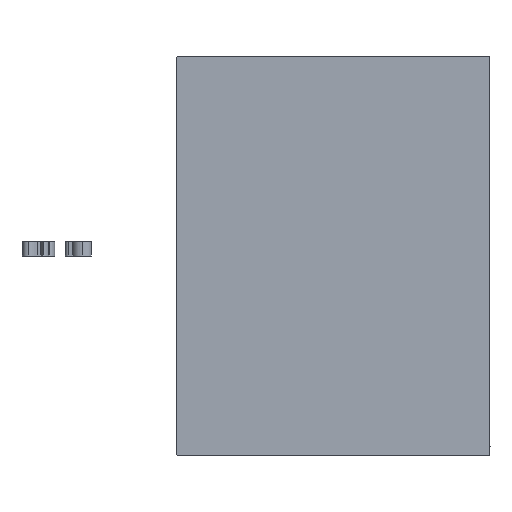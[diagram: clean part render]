
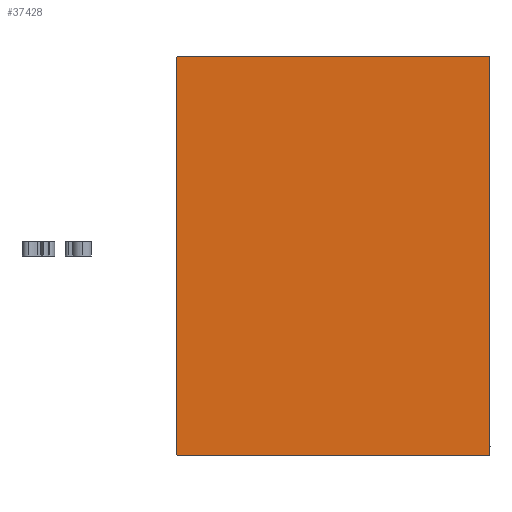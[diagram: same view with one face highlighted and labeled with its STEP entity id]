
A CAD part, left-side view. The second image highlights one B-rep face of the part: STEP entity #37428.
In plain terms, the highlighted face is planar.
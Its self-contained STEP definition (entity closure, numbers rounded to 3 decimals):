
#18 = ORIENTED_EDGE ( 'NONE', *, *, #41131, .T. ) ;
#728 = VERTEX_POINT ( 'NONE', #20928 ) ;
#1299 = CARTESIAN_POINT ( 'NONE',  ( 133., 0., 0. ) ) ;
#6797 = EDGE_CURVE ( 'NONE', #11078, #14608, #26264, .T. ) ;
#6979 = EDGE_CURVE ( 'NONE', #55357, #10789, #46450, .T. ) ;
#8034 = CARTESIAN_POINT ( 'NONE',  ( 133., 55., 70. ) ) ;
#10040 = LINE ( 'NONE', #50121, #19320 ) ;
#10383 = LINE ( 'NONE', #21637, #15571 ) ;
#10390 = ORIENTED_EDGE ( 'NONE', *, *, #18735, .T. ) ;
#10789 = VERTEX_POINT ( 'NONE', #35911 ) ;
#11078 = VERTEX_POINT ( 'NONE', #32049 ) ;
#11261 = EDGE_CURVE ( 'NONE', #728, #11078, #62745, .T. ) ;
#14608 = VERTEX_POINT ( 'NONE', #42666 ) ;
#15571 = VECTOR ( 'NONE', #60582, 1000. ) ;
#15935 = DIRECTION ( 'NONE',  ( 0., 0., 1. ) ) ;
#15961 = EDGE_CURVE ( 'NONE', #14608, #37213, #31259, .T. ) ;
#18735 = EDGE_CURVE ( 'NONE', #22416, #29600, #10383, .T. ) ;
#19320 = VECTOR ( 'NONE', #62477, 1000. ) ;
#20928 = CARTESIAN_POINT ( 'NONE',  ( 133., 55., -69.7 ) ) ;
#21637 = CARTESIAN_POINT ( 'NONE',  ( 133., -55., -70. ) ) ;
#22416 = VERTEX_POINT ( 'NONE', #33397 ) ;
#22712 = EDGE_CURVE ( 'NONE', #10789, #22416, #10040, .T. ) ;
#24025 = ORIENTED_EDGE ( 'NONE', *, *, #26003, .T. ) ;
#24345 = CARTESIAN_POINT ( 'NONE',  ( 133., -55., 70. ) ) ;
#26003 = EDGE_CURVE ( 'NONE', #29600, #728, #35192, .T. ) ;
#26264 = LINE ( 'NONE', #66731, #65319 ) ;
#29582 = DIRECTION ( 'NONE',  ( 0., 0., -1. ) ) ;
#29600 = VERTEX_POINT ( 'NONE', #71232 ) ;
#30512 = DIRECTION ( 'NONE',  ( 1., 0., 0. ) ) ;
#31259 = LINE ( 'NONE', #8034, #56162 ) ;
#31555 = ORIENTED_EDGE ( 'NONE', *, *, #15961, .T. ) ;
#32049 = CARTESIAN_POINT ( 'NONE',  ( 133., 55., 69.7 ) ) ;
#33397 = CARTESIAN_POINT ( 'NONE',  ( 133., -54.7, -70. ) ) ;
#33599 = VECTOR ( 'NONE', #58045, 1000. ) ;
#34655 = CARTESIAN_POINT ( 'NONE',  ( 133., -54.7, 70. ) ) ;
#35192 = LINE ( 'NONE', #45710, #33599 ) ;
#35911 = CARTESIAN_POINT ( 'NONE',  ( 133., -55., -69.7 ) ) ;
#36871 = DIRECTION ( 'NONE',  ( 0., 0., -1. ) ) ;
#37213 = VERTEX_POINT ( 'NONE', #34655 ) ;
#37428 = ADVANCED_FACE ( 'NONE', ( #54109 ), #58613, .T. ) ;
#41131 = EDGE_CURVE ( 'NONE', #37213, #55357, #60001, .T. ) ;
#42666 = CARTESIAN_POINT ( 'NONE',  ( 133., 54.7, 70. ) ) ;
#43047 = CARTESIAN_POINT ( 'NONE',  ( 133., -55., 69.7 ) ) ;
#44993 = VECTOR ( 'NONE', #29582, 1000. ) ;
#45710 = CARTESIAN_POINT ( 'NONE',  ( 133., 62.35, -62.35 ) ) ;
#46426 = VECTOR ( 'NONE', #15935, 1000. ) ;
#46450 = LINE ( 'NONE', #24345, #44993 ) ;
#47010 = DIRECTION ( 'NONE',  ( 0., -1., 0. ) ) ;
#49126 = DIRECTION ( 'NONE',  ( 0., -0.707, 0.707 ) ) ;
#50121 = CARTESIAN_POINT ( 'NONE',  ( 133., -62.35, -62.35 ) ) ;
#50528 = DIRECTION ( 'NONE',  ( 0., -0.707, -0.707 ) ) ;
#52017 = AXIS2_PLACEMENT_3D ( 'NONE', #1299, #30512, #36871 ) ;
#54109 = FACE_OUTER_BOUND ( 'NONE', #57337, .T. ) ;
#55357 = VERTEX_POINT ( 'NONE', #43047 ) ;
#56162 = VECTOR ( 'NONE', #47010, 1000. ) ;
#56258 = ORIENTED_EDGE ( 'NONE', *, *, #6797, .T. ) ;
#57115 = CARTESIAN_POINT ( 'NONE',  ( 133., 55., -70. ) ) ;
#57337 = EDGE_LOOP ( 'NONE', ( #10390, #24025, #69333, #56258, #31555, #18, #63295, #67653 ) ) ;
#58045 = DIRECTION ( 'NONE',  ( 0., 0.707, 0.707 ) ) ;
#58613 = PLANE ( 'NONE',  #52017 ) ;
#60001 = LINE ( 'NONE', #60723, #71065 ) ;
#60582 = DIRECTION ( 'NONE',  ( 0., 1., 0. ) ) ;
#60723 = CARTESIAN_POINT ( 'NONE',  ( 133., -62.35, 62.35 ) ) ;
#62477 = DIRECTION ( 'NONE',  ( 0., 0.707, -0.707 ) ) ;
#62745 = LINE ( 'NONE', #57115, #46426 ) ;
#63295 = ORIENTED_EDGE ( 'NONE', *, *, #6979, .T. ) ;
#65319 = VECTOR ( 'NONE', #49126, 1000. ) ;
#66731 = CARTESIAN_POINT ( 'NONE',  ( 133., 62.35, 62.35 ) ) ;
#67653 = ORIENTED_EDGE ( 'NONE', *, *, #22712, .T. ) ;
#69333 = ORIENTED_EDGE ( 'NONE', *, *, #11261, .T. ) ;
#71065 = VECTOR ( 'NONE', #50528, 1000. ) ;
#71232 = CARTESIAN_POINT ( 'NONE',  ( 133., 54.7, -70. ) ) ;
